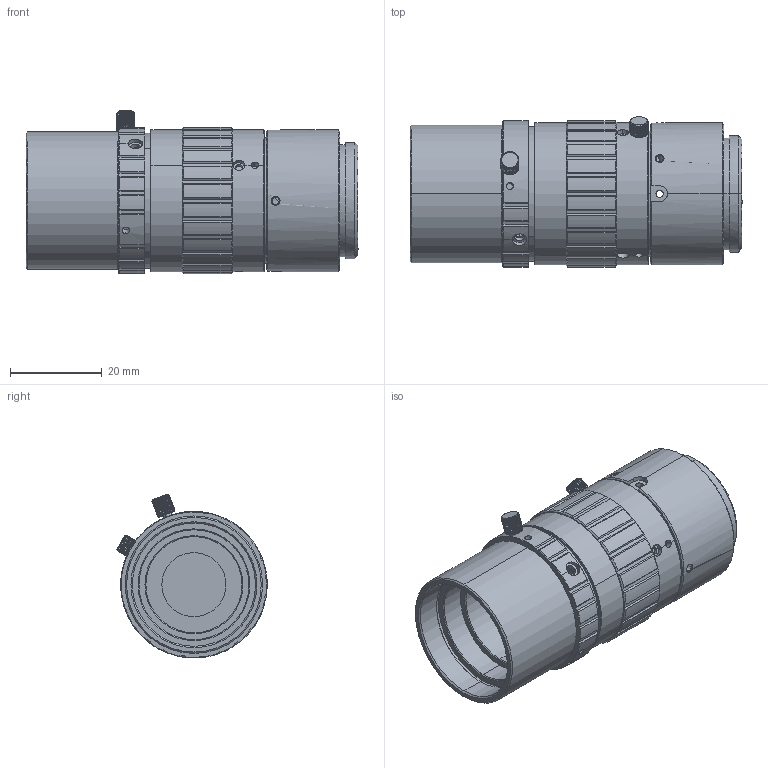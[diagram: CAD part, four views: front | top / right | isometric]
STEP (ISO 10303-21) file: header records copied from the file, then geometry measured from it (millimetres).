
FILE_DESCRIPTION (( 'STEP AP203' ), '1' );
FILE_NAME ('600048.STEP', '2021-08-06T08:16:14', ( '' ), ( '' ), 'SwSTEP 2.0', 'SolidWorks 2020', '' );
FILE_SCHEMA (( 'CONFIG_CONTROL_DESIGN' ));
Length unit declared in the file: millimetre
Products named in the file (1): 600048
Bounding box: 72.49 x 32.83 x 35.8 mm (x, y, z)
Volume: 33805.6 mm3; surface area: 20551.5 mm2
Topology: 2 solids, 7 shells, 761 faces, 1861 edges, 1140 vertices
Faces by surface type: plane 302, cylinder 235, cone 218, bspline 6
Entity records: 26927 total; most frequent: CARTESIAN_POINT 10098, ORIENTED_EDGE 3722, DIRECTION 3173, EDGE_CURVE 1861, AXIS2_PLACEMENT_3D 1278, VERTEX_POINT 1140, EDGE_LOOP 813, ADVANCED_FACE 761
